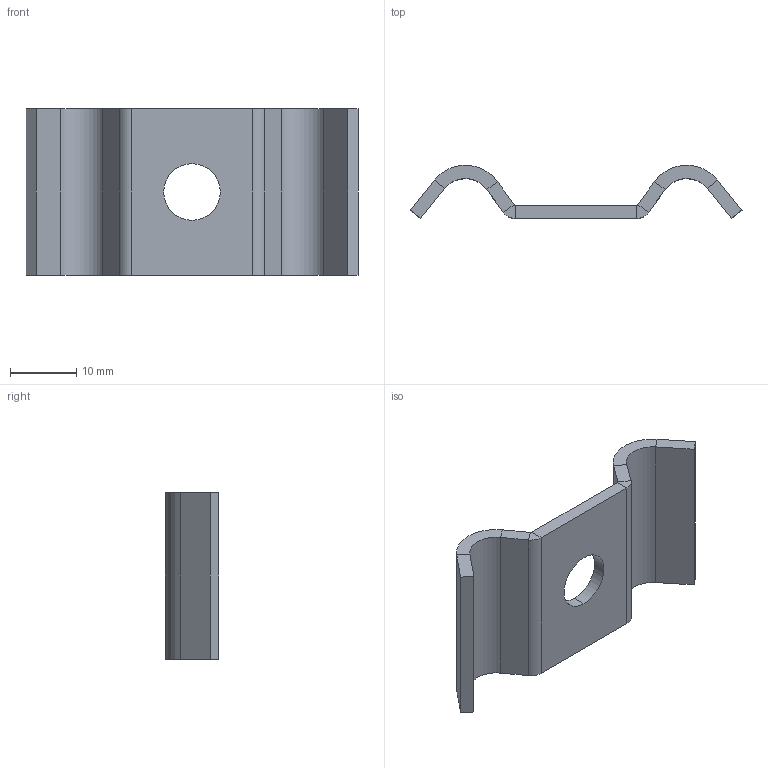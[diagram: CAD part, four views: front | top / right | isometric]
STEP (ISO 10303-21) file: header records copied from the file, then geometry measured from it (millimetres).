
FILE_DESCRIPTION (( 'STEP AP203' ), '1' );
FILE_NAME ('C500150101.STEP', '2017-10-13T10:44:13', ( '' ), ( '' ), 'SwSTEP 2.0', 'SolidWorks 2017', '' );
FILE_SCHEMA (( 'CONFIG_CONTROL_DESIGN' ));
Length unit declared in the file: millimetre
Products named in the file (1): C500150101
Bounding box: 49.96 x 7.99 x 25 mm (x, y, z)
Volume: 2837.1 mm3; surface area: 3226.5 mm2
Topology: 1 solids, 1 shells, 40 faces, 82 edges, 44 vertices
Faces by surface type: plane 30, cylinder 10
Entity records: 1091 total; most frequent: DIRECTION 184, CARTESIAN_POINT 167, ORIENTED_EDGE 164, EDGE_CURVE 82, VECTOR 62, LINE 62, AXIS2_PLACEMENT_3D 61, VERTEX_POINT 44
